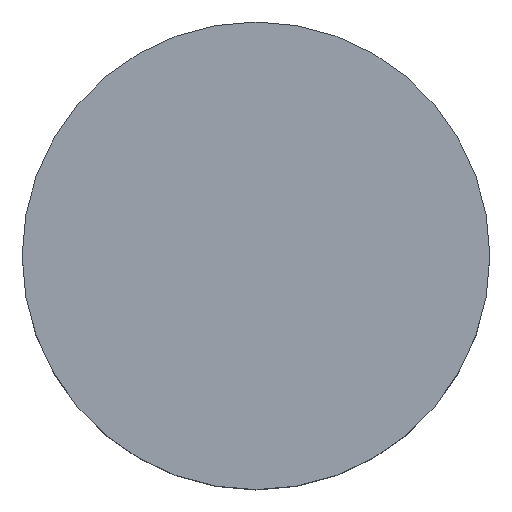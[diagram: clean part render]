
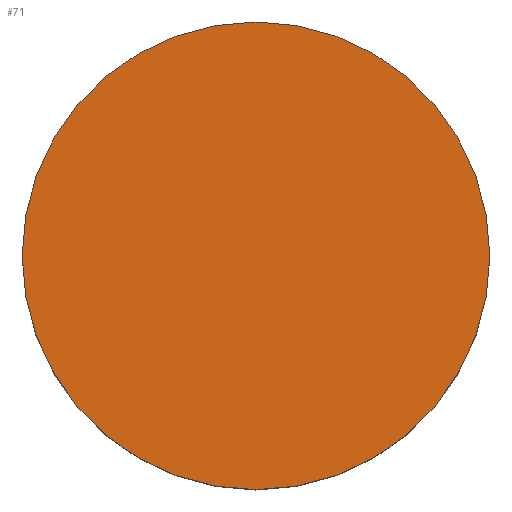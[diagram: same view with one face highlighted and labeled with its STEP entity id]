
A CAD part, top view. The second image highlights one B-rep face of the part: STEP entity #71.
In plain terms, the highlighted planar face has unit normal (0, 0, 1).
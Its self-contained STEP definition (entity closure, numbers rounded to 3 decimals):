
#2 = DIRECTION ( 'NONE',  ( 0., 0., 1. ) ) ;
#5 = CIRCLE ( 'NONE', #67, 75. ) ;
#6 = VERTEX_POINT ( 'NONE', #28 ) ;
#13 = CIRCLE ( 'NONE', #41, 75. ) ;
#14 = CARTESIAN_POINT ( 'NONE',  ( 75., 0., 60. ) ) ;
#27 = EDGE_LOOP ( 'NONE', ( #102, #96 ) ) ;
#28 = CARTESIAN_POINT ( 'NONE',  ( -75., 0., 60. ) ) ;
#29 = PLANE ( 'NONE',  #88 ) ;
#31 = EDGE_CURVE ( 'NONE', #64, #6, #5, .T. ) ;
#32 = CARTESIAN_POINT ( 'NONE',  ( 0., 0., 60. ) ) ;
#41 = AXIS2_PLACEMENT_3D ( 'NONE', #32, #119, #116 ) ;
#48 = CARTESIAN_POINT ( 'NONE',  ( 0., 0., 60. ) ) ;
#54 = EDGE_CURVE ( 'NONE', #6, #64, #13, .T. ) ;
#56 = DIRECTION ( 'NONE',  ( 1., 0., 0. ) ) ;
#64 = VERTEX_POINT ( 'NONE', #14 ) ;
#66 = DIRECTION ( 'NONE',  ( 0., 0., 1. ) ) ;
#67 = AXIS2_PLACEMENT_3D ( 'NONE', #108, #66, #56 ) ;
#71 = ADVANCED_FACE ( 'NONE', ( #75 ), #29, .T. ) ;
#75 = FACE_OUTER_BOUND ( 'NONE', #27, .T. ) ;
#88 = AXIS2_PLACEMENT_3D ( 'NONE', #48, #2, #118 ) ;
#96 = ORIENTED_EDGE ( 'NONE', *, *, #31, .T. ) ;
#102 = ORIENTED_EDGE ( 'NONE', *, *, #54, .T. ) ;
#108 = CARTESIAN_POINT ( 'NONE',  ( 0., 0., 60. ) ) ;
#116 = DIRECTION ( 'NONE',  ( 1., 0., 0. ) ) ;
#118 = DIRECTION ( 'NONE',  ( 1., 0., 0. ) ) ;
#119 = DIRECTION ( 'NONE',  ( 0., 0., 1. ) ) ;
